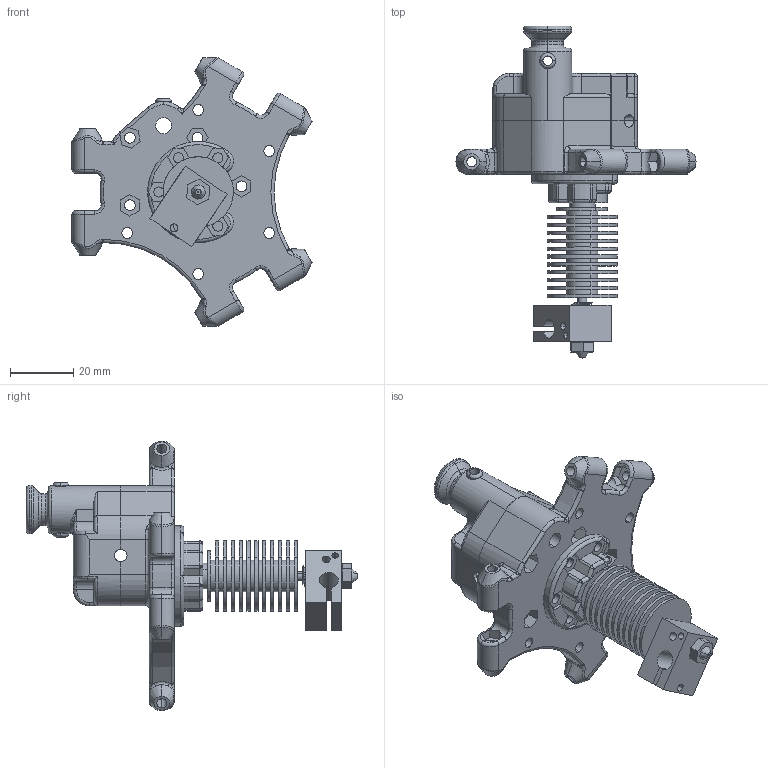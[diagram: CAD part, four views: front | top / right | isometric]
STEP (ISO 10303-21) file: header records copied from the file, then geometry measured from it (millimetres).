
FILE_DESCRIPTION (( 'STEP AP203' ), '1' );
FILE_NAME ('assembled_hotend_e3dv6.step', '2016-03-08T04:36:52', ( '' ), ( '' ), 'SwSTEP 2.0', 'SolidWorks 2015', '' );
FILE_SCHEMA (( 'CONFIG_CONTROL_DESIGN' ));
Length unit declared in the file: millimetre
Products named in the file (8): effector_FlexDrive; break^E3D V6 1.75 Uni model; sink^E3D V6 1.75 Uni model; nozzle^E3D V6 1.75 Uni model; groovemount_clip_e3d; assembled_hotend_e3dv6; block^E3D V6 1.75 Uni model; E3D V6 1.75 Uni model
Assembly tree (7 placements, depth 3):
  assembled_hotend_e3dv6
    effector_FlexDrive
    E3D V6 1.75 Uni model
      block^E3D V6 1.75 Uni model
      break^E3D V6 1.75 Uni model
      sink^E3D V6 1.75 Uni model
      nozzle^E3D V6 1.75 Uni model
    groovemount_clip_e3d
Bounding box: 76.07 x 105.15 x 85.26 mm (x, y, z)
Volume: 54825.2 mm3; surface area: 36357 mm2
Topology: 7 solids, 7 shells, 934 faces, 2385 edges, 1488 vertices
Faces by surface type: cylinder 411, plane 284, torus 113, bspline 65, cone 44, sphere 17
Entity records: 38876 total; most frequent: CARTESIAN_POINT 15994, ORIENTED_EDGE 4748, DIRECTION 4594, EDGE_CURVE 2374, AXIS2_PLACEMENT_3D 1796, VERTEX_POINT 1488, EDGE_LOOP 1038, VECTOR 1002
